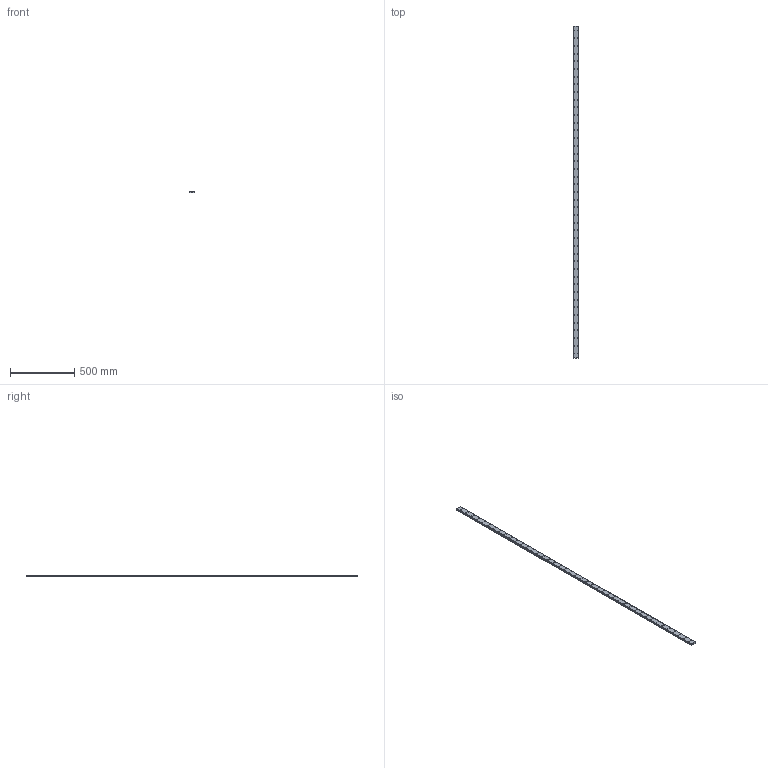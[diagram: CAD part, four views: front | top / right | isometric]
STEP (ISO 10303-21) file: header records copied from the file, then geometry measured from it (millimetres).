
FILE_DESCRIPTION(('STEP AP214'),'1');
FILE_NAME('cctmp_D5040E38-2D1A-425B-9C91-BB041C6BA7FE_2021_03_05_15_46_51_0810..stp','2021-03-05T14:46:52',('HIWIN GmbH'),('CADClick - www.CADClick.com'),'Spatial InterOp 3D',' ','unknown authorization');
FILE_SCHEMA(('AUTOMOTIVE_DESIGN'));
Length unit declared in the file: millimetre
Products named in the file (1): WER27R2590H_FILE
Bounding box: 42 x 2590 x 15 mm (x, y, z)
Volume: 1507649.9 mm3; surface area: 325848.5 mm2
Topology: 1 solids, 1 shells, 877 faces, 1839 edges, 1226 vertices
Faces by surface type: cylinder 534, plane 343
Entity records: 30981 total; most frequent: DIRECTION 4663, CARTESIAN_POINT 3943, ORIENTED_EDGE 3678, AXIS2_PLACEMENT_3D 1946, EDGE_CURVE 1839, VERTEX_POINT 1226, EDGE_LOOP 1139, CIRCLE 1068
